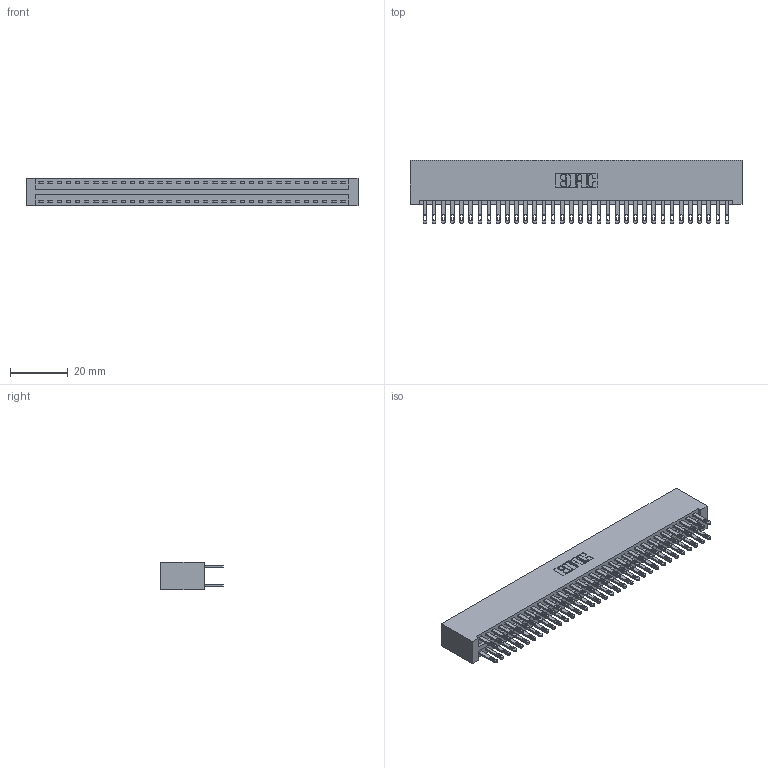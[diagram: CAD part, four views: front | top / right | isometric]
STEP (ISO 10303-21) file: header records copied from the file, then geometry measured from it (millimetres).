
FILE_DESCRIPTION (( 'STEP AP203' ), '1' );
FILE_NAME ('346-068-500-201.STEP', '2018-08-28T11:55:07', ( '' ), ( '' ), 'SwSTEP 2.0', 'SolidWorks 2016', '' );
FILE_SCHEMA (( 'CONFIG_CONTROL_DESIGN' ));
Length unit declared in the file: inch
Products named in the file (3): 346 Part_No Mounting Lugs; 345-292-001_345-293-100; 346-068-500-201
Assembly tree (69 placements, depth 2):
  346-068-500-201
    346 Part_No Mounting Lugs
    345-292-001_345-293-100  x68
Bounding box: 115.19 x 21.84 x 9.4 mm (x, y, z)
Volume: 11951.3 mm3; surface area: 17177 mm2
Topology: 69 solids, 69 shells, 3378 faces, 10301 edges, 6866 vertices
Faces by surface type: plane 2044, cylinder 1334
Entity records: 22919 total; most frequent: CARTESIAN_POINT 3784, ORIENTED_EDGE 3718, DIRECTION 3383, EDGE_CURVE 1859, VECTOR 1595, LINE 1595, VERTEX_POINT 1238, AXIS2_PLACEMENT_3D 894
